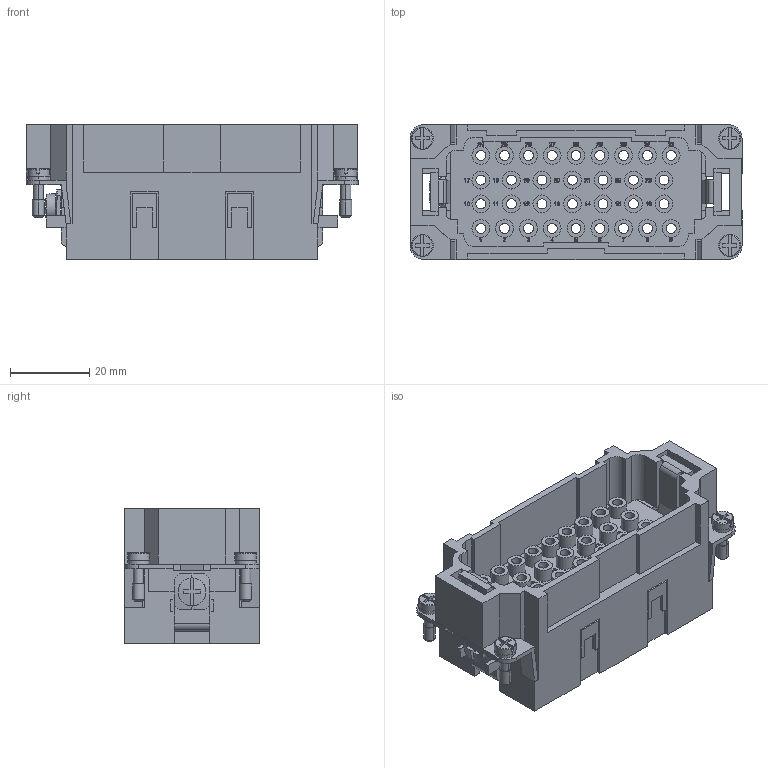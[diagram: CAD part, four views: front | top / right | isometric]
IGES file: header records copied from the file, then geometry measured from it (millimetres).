
Global section: file name: No Iges File Name specified; native system: AutoDesk Inventor R6.1; preprocessor: AutoDesk Inventor Iges Exporter R6.1; author: No Author specified; organization: No Organization specified; date: 20061128.174006; units: millimetre
Bounding box: 83.7 x 34 x 34.01 mm (x, y, z)
Volume: 39138.9 mm3; surface area: 32020.1 mm2
Topology: 2 solids, 2 shells, 2355 faces, 6287 edges, 4175 vertices
Faces by surface type: bspline 1097, plane 981, revolution 157, cylinder 104, torus 8, sphere 4, cone 4
